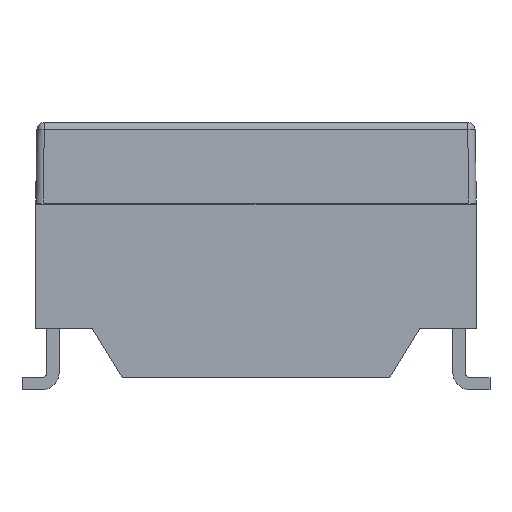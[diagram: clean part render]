
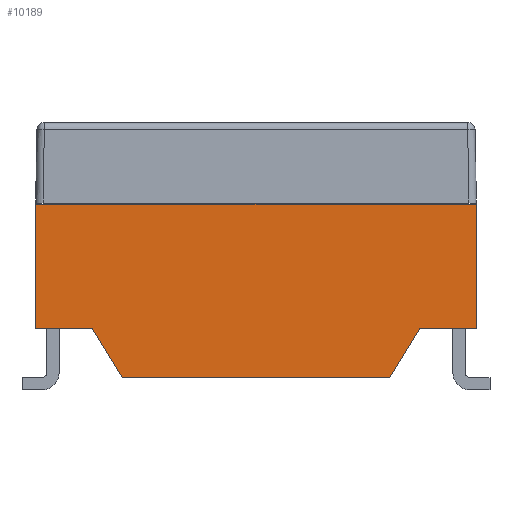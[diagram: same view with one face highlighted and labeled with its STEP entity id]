
A CAD part, front view. The second image highlights one B-rep face of the part: STEP entity #10189.
In plain terms, the highlighted face is planar.
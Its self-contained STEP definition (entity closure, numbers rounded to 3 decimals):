
#739=LINE('',#21633,#1642);
#749=LINE('',#21648,#1652);
#765=LINE('',#21679,#1668);
#772=LINE('',#21691,#1675);
#821=LINE('',#21784,#1724);
#834=LINE('',#21810,#1737);
#835=LINE('',#21813,#1738);
#836=LINE('',#21814,#1739);
#1642=VECTOR('',#16580,1000.);
#1652=VECTOR('',#16592,1000.);
#1668=VECTOR('',#16610,1000.);
#1675=VECTOR('',#16619,1000.);
#1724=VECTOR('',#16676,1000.);
#1737=VECTOR('',#16703,1000.);
#1738=VECTOR('',#16704,1000.);
#1739=VECTOR('',#16705,1000.);
#4825=ORIENTED_EDGE('',*,*,#6755,.F.);
#4826=ORIENTED_EDGE('',*,*,#6756,.T.);
#4827=ORIENTED_EDGE('',*,*,#6670,.T.);
#4828=ORIENTED_EDGE('',*,*,#6660,.T.);
#4829=ORIENTED_EDGE('',*,*,#6742,.T.);
#4830=ORIENTED_EDGE('',*,*,#6686,.T.);
#4831=ORIENTED_EDGE('',*,*,#6693,.T.);
#4832=ORIENTED_EDGE('',*,*,#6757,.F.);
#6660=EDGE_CURVE('',#7775,#7774,#739,.T.);
#6670=EDGE_CURVE('',#7777,#7775,#749,.T.);
#6686=EDGE_CURVE('',#7793,#7792,#765,.T.);
#6693=EDGE_CURVE('',#7792,#7796,#772,.T.);
#6742=EDGE_CURVE('',#7774,#7793,#821,.T.);
#6755=EDGE_CURVE('',#7843,#7844,#834,.T.);
#6756=EDGE_CURVE('',#7843,#7777,#835,.T.);
#6757=EDGE_CURVE('',#7844,#7796,#836,.T.);
#7774=VERTEX_POINT('',#21632);
#7775=VERTEX_POINT('',#21634);
#7777=VERTEX_POINT('',#21642);
#7792=VERTEX_POINT('',#21678);
#7793=VERTEX_POINT('',#21680);
#7796=VERTEX_POINT('',#21690);
#7843=VERTEX_POINT('',#21811);
#7844=VERTEX_POINT('',#21812);
#8569=EDGE_LOOP('',(#4825,#4826,#4827,#4828,#4829,#4830,#4831,#4832));
#9197=FACE_BOUND('',#8569,.T.);
#9640=PLANE('',#14774);
#10189=ADVANCED_FACE('',(#9197),#9640,.F.);
#14774=AXIS2_PLACEMENT_3D('',#21809,#16701,#16702);
#16580=DIRECTION('',(0.,0.521,-0.854));
#16592=DIRECTION('',(0.,1.,0.));
#16610=DIRECTION('',(0.,0.521,0.854));
#16619=DIRECTION('',(0.,1.,0.));
#16676=DIRECTION('',(0.,1.,0.));
#16701=DIRECTION('',(-1.,0.,0.));
#16702=DIRECTION('',(0.,-1.,0.));
#16703=DIRECTION('',(0.,1.,0.));
#16704=DIRECTION('',(0.,0.,-1.));
#16705=DIRECTION('',(0.,0.,-1.));
#21632=CARTESIAN_POINT('',(3.8,-2.7,0.25));
#21633=CARTESIAN_POINT('',(3.8,-2.762,0.351));
#21634=CARTESIAN_POINT('',(3.8,-3.31,1.25));
#21642=CARTESIAN_POINT('',(3.8,-4.45,1.25));
#21648=CARTESIAN_POINT('',(3.8,4.45,1.25));
#21678=CARTESIAN_POINT('',(3.8,3.31,1.25));
#21679=CARTESIAN_POINT('',(3.8,5.175,4.308));
#21680=CARTESIAN_POINT('',(3.8,2.7,0.25));
#21690=CARTESIAN_POINT('',(3.8,4.45,1.25));
#21691=CARTESIAN_POINT('',(3.8,4.45,1.25));
#21784=CARTESIAN_POINT('',(3.8,4.45,0.25));
#21809=CARTESIAN_POINT('',(3.8,4.45,4.75));
#21810=CARTESIAN_POINT('',(3.8,4.45,3.75));
#21811=CARTESIAN_POINT('',(3.8,-4.45,3.75));
#21812=CARTESIAN_POINT('',(3.8,4.45,3.75));
#21813=CARTESIAN_POINT('',(3.8,-4.45,4.75));
#21814=CARTESIAN_POINT('',(3.8,4.45,4.75));
